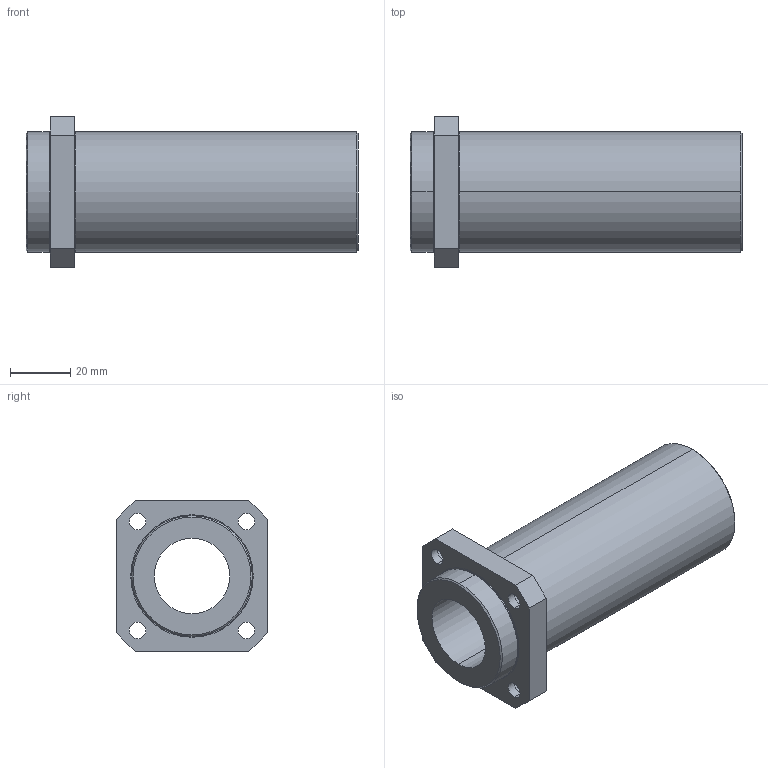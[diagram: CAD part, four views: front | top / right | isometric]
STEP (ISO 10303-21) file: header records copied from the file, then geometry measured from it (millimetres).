
FILE_DESCRIPTION (( 'STEP AP203' ), '1' );
FILE_NAME ('LMKP25LUU.STEP', '2014-08-08T17:35:46', ( 'Ovidiu Buiga' ), ( '' ), 'SwSTEP 2.0', 'SolidWorks 2010', '' );
FILE_SCHEMA (( 'CONFIG_CONTROL_DESIGN' ));
Length unit declared in the file: millimetre
Products named in the file (1): LMKP25LUU
Bounding box: 110 x 50 x 50 mm (x, y, z)
Volume: 91901.6 mm3; surface area: 27620.4 mm2
Topology: 1 solids, 1 shells, 54 faces, 122 edges, 80 vertices
Faces by surface type: cylinder 30, plane 20, cone 4
Entity records: 1635 total; most frequent: DIRECTION 296, CARTESIAN_POINT 257, ORIENTED_EDGE 244, EDGE_CURVE 122, AXIS2_PLACEMENT_3D 119, VERTEX_POINT 80, EDGE_LOOP 74, CIRCLE 64
